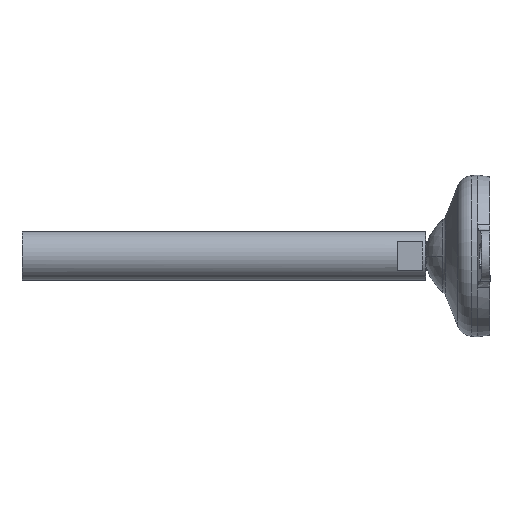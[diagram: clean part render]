
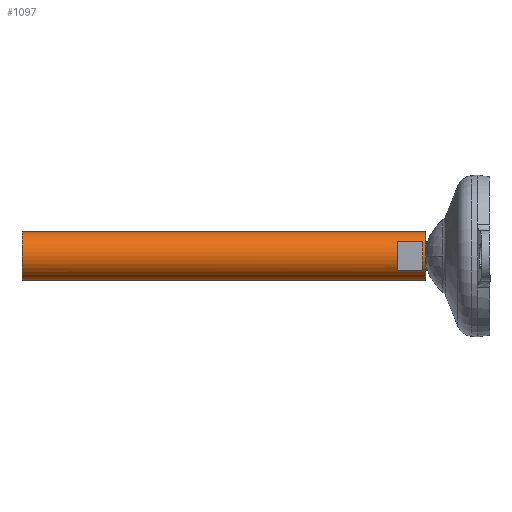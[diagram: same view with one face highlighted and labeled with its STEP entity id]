
A CAD part, left-side view. The second image highlights one B-rep face of the part: STEP entity #1097.
In plain terms, the highlighted cylindrical face has radius 12 mm (diameter 24 mm), a partial arc.
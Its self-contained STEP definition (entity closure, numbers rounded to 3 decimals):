
#10 = ORIENTED_EDGE ( 'NONE', *, *, #857, .F. ) ;
#15 = DIRECTION ( 'NONE',  ( 0., 1., 0. ) ) ;
#43 = LINE ( 'NONE', #263, #1269 ) ;
#78 = CARTESIAN_POINT ( 'NONE',  ( 0., 32., 0. ) ) ;
#87 = CARTESIAN_POINT ( 'NONE',  ( 0., 32., -12. ) ) ;
#91 = EDGE_CURVE ( 'NONE', #231, #1435, #447, .T. ) ;
#150 = DIRECTION ( 'NONE',  ( 0., -1., 0. ) ) ;
#169 = ORIENTED_EDGE ( 'NONE', *, *, #396, .T. ) ;
#194 = LINE ( 'NONE', #672, #545 ) ;
#197 = DIRECTION ( 'NONE',  ( 0., -1., 0. ) ) ;
#207 = DIRECTION ( 'NONE',  ( 0., 0., -1. ) ) ;
#231 = VERTEX_POINT ( 'NONE', #1079 ) ;
#234 = VERTEX_POINT ( 'NONE', #850 ) ;
#249 = EDGE_CURVE ( 'NONE', #234, #231, #322, .T. ) ;
#263 = CARTESIAN_POINT ( 'NONE',  ( -9.5, 0., -7.331 ) ) ;
#312 = ORIENTED_EDGE ( 'NONE', *, *, #91, .T. ) ;
#315 = CARTESIAN_POINT ( 'NONE',  ( 0., 32., 12. ) ) ;
#321 = CARTESIAN_POINT ( 'NONE',  ( -9.5, 33.5, -7.331 ) ) ;
#322 = CIRCLE ( 'NONE', #1389, 12. ) ;
#396 = EDGE_CURVE ( 'NONE', #1020, #465, #988, .T. ) ;
#431 = CARTESIAN_POINT ( 'NONE',  ( -9.5, 33.5, 7.331 ) ) ;
#434 = ORIENTED_EDGE ( 'NONE', *, *, #632, .T. ) ;
#447 = LINE ( 'NONE', #928, #788 ) ;
#462 = EDGE_CURVE ( 'NONE', #1435, #1504, #464, .T. ) ;
#464 = CIRCLE ( 'NONE', #1467, 12. ) ;
#465 = VERTEX_POINT ( 'NONE', #686 ) ;
#468 = VERTEX_POINT ( 'NONE', #87 ) ;
#480 = ORIENTED_EDGE ( 'NONE', *, *, #908, .T. ) ;
#545 = VECTOR ( 'NONE', #1387, 1000. ) ;
#572 = DIRECTION ( 'NONE',  ( 0., 0., -1. ) ) ;
#575 = DIRECTION ( 'NONE',  ( 0., -1., 0. ) ) ;
#592 = DIRECTION ( 'NONE',  ( 0., -1., 0. ) ) ;
#632 = EDGE_CURVE ( 'NONE', #465, #468, #1226, .T. ) ;
#653 = FACE_BOUND ( 'NONE', #1043, .T. ) ;
#670 = AXIS2_PLACEMENT_3D ( 'NONE', #934, #1294, #572 ) ;
#672 = CARTESIAN_POINT ( 'NONE',  ( 0., 0., 12. ) ) ;
#686 = CARTESIAN_POINT ( 'NONE',  ( 0., 231.5, -12. ) ) ;
#707 = CARTESIAN_POINT ( 'NONE',  ( 0., 33.5, 0. ) ) ;
#728 = ORIENTED_EDGE ( 'NONE', *, *, #249, .T. ) ;
#772 = CARTESIAN_POINT ( 'NONE',  ( 0., 231.5, 12. ) ) ;
#788 = VECTOR ( 'NONE', #575, 1000. ) ;
#850 = CARTESIAN_POINT ( 'NONE',  ( -9.5, 46., -7.331 ) ) ;
#855 = CARTESIAN_POINT ( 'NONE',  ( 0., 46., 0. ) ) ;
#857 = EDGE_CURVE ( 'NONE', #1083, #468, #1088, .T. ) ;
#908 = EDGE_CURVE ( 'NONE', #1504, #234, #43, .T. ) ;
#916 = DIRECTION ( 'NONE',  ( 0., -1., 0. ) ) ;
#928 = CARTESIAN_POINT ( 'NONE',  ( -9.5, 0., 7.331 ) ) ;
#934 = CARTESIAN_POINT ( 'NONE',  ( 0., 231.5, 0. ) ) ;
#960 = CARTESIAN_POINT ( 'NONE',  ( 0., 0., -12. ) ) ;
#988 = CIRCLE ( 'NONE', #670, 12. ) ;
#997 = DIRECTION ( 'NONE',  ( 0., 1., 0. ) ) ;
#1003 = FACE_OUTER_BOUND ( 'NONE', #1383, .T. ) ;
#1020 = VERTEX_POINT ( 'NONE', #772 ) ;
#1043 = EDGE_LOOP ( 'NONE', ( #480, #728, #312, #1173 ) ) ;
#1060 = DIRECTION ( 'NONE',  ( 0., 0., -1. ) ) ;
#1079 = CARTESIAN_POINT ( 'NONE',  ( -9.5, 46., 7.331 ) ) ;
#1083 = VERTEX_POINT ( 'NONE', #315 ) ;
#1088 = CIRCLE ( 'NONE', #1089, 12. ) ;
#1089 = AXIS2_PLACEMENT_3D ( 'NONE', #78, #916, #207 ) ;
#1097 = ADVANCED_FACE ( 'NONE', ( #1003, #653 ), #1483, .T. ) ;
#1124 = DIRECTION ( 'NONE',  ( 0., 0., -1. ) ) ;
#1173 = ORIENTED_EDGE ( 'NONE', *, *, #462, .T. ) ;
#1226 = LINE ( 'NONE', #960, #1340 ) ;
#1264 = CARTESIAN_POINT ( 'NONE',  ( 0., 0., 0. ) ) ;
#1269 = VECTOR ( 'NONE', #997, 1000. ) ;
#1294 = DIRECTION ( 'NONE',  ( 0., -1., 0. ) ) ;
#1333 = ORIENTED_EDGE ( 'NONE', *, *, #1525, .F. ) ;
#1340 = VECTOR ( 'NONE', #150, 1000. ) ;
#1383 = EDGE_LOOP ( 'NONE', ( #1333, #169, #434, #10 ) ) ;
#1387 = DIRECTION ( 'NONE',  ( 0., -1., 0. ) ) ;
#1389 = AXIS2_PLACEMENT_3D ( 'NONE', #855, #15, #1465 ) ;
#1419 = AXIS2_PLACEMENT_3D ( 'NONE', #1264, #197, #1124 ) ;
#1435 = VERTEX_POINT ( 'NONE', #431 ) ;
#1465 = DIRECTION ( 'NONE',  ( 0., 0., 1. ) ) ;
#1467 = AXIS2_PLACEMENT_3D ( 'NONE', #707, #592, #1060 ) ;
#1483 = CYLINDRICAL_SURFACE ( 'NONE', #1419, 12. ) ;
#1504 = VERTEX_POINT ( 'NONE', #321 ) ;
#1525 = EDGE_CURVE ( 'NONE', #1020, #1083, #194, .T. ) ;
